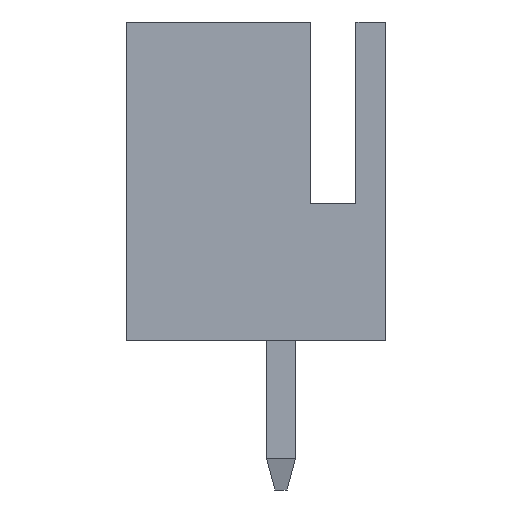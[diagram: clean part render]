
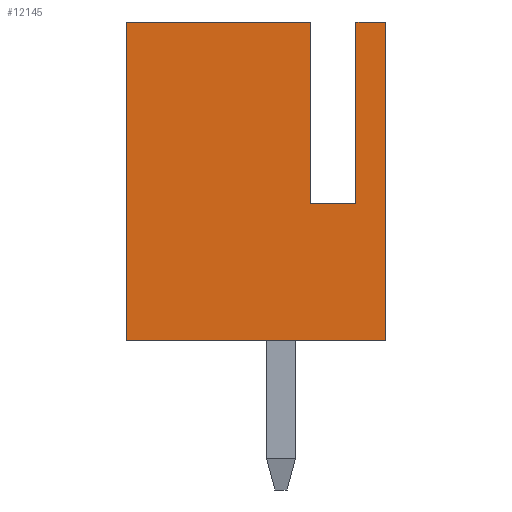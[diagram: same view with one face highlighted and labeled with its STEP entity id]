
A CAD part, left-side view. The second image highlights one B-rep face of the part: STEP entity #12145.
In plain terms, the highlighted planar face has unit normal (-1, 0, 0).
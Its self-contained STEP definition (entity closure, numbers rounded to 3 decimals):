
#375 = CARTESIAN_POINT ( 'NONE',  ( -26.3, 5.7, 0. ) ) ;
#1252 = VECTOR ( 'NONE', #1959, 1000. ) ;
#1768 = CARTESIAN_POINT ( 'NONE',  ( -26.3, 5.7, 7. ) ) ;
#1959 = DIRECTION ( 'NONE',  ( 0., 0., -1. ) ) ;
#2711 = EDGE_CURVE ( 'NONE', #4864, #5343, #3443, .T. ) ;
#3443 = LINE ( 'NONE', #10281, #1252 ) ;
#3652 = CARTESIAN_POINT ( 'NONE',  ( -26.3, 0., 0. ) ) ;
#4452 = DIRECTION ( 'NONE',  ( 0., 0., -1. ) ) ;
#4838 = VERTEX_POINT ( 'NONE', #14128 ) ;
#4864 = VERTEX_POINT ( 'NONE', #14021 ) ;
#5128 = DIRECTION ( 'NONE',  ( 0., 0., -1. ) ) ;
#5271 = VECTOR ( 'NONE', #18250, 1000. ) ;
#5343 = VERTEX_POINT ( 'NONE', #12368 ) ;
#5588 = DIRECTION ( 'NONE',  ( 1., 0., 0. ) ) ;
#5800 = DIRECTION ( 'NONE',  ( 0., -1., 0. ) ) ;
#5908 = LINE ( 'NONE', #14344, #16537 ) ;
#5953 = LINE ( 'NONE', #19863, #21768 ) ;
#6009 = LINE ( 'NONE', #6125, #19279 ) ;
#6125 = CARTESIAN_POINT ( 'NONE',  ( -26.3, 5.7, 3. ) ) ;
#6254 = PLANE ( 'NONE',  #7586 ) ;
#6256 = EDGE_CURVE ( 'NONE', #4838, #18811, #6569, .T. ) ;
#6569 = LINE ( 'NONE', #21831, #5271 ) ;
#6600 = DIRECTION ( 'NONE',  ( 0., -1., 0. ) ) ;
#7586 = AXIS2_PLACEMENT_3D ( 'NONE', #20056, #5588, #4452 ) ;
#7887 = CARTESIAN_POINT ( 'NONE',  ( -26.3, 0., 7. ) ) ;
#7928 = ORIENTED_EDGE ( 'NONE', *, *, #16307, .F. ) ;
#8033 = DIRECTION ( 'NONE',  ( 0., 1., 0. ) ) ;
#8449 = VERTEX_POINT ( 'NONE', #1768 ) ;
#8466 = EDGE_CURVE ( 'NONE', #8449, #19885, #22076, .T. ) ;
#8915 = LINE ( 'NONE', #15752, #10805 ) ;
#9202 = ORIENTED_EDGE ( 'NONE', *, *, #8466, .T. ) ;
#9808 = EDGE_CURVE ( 'NONE', #18764, #16317, #8915, .T. ) ;
#10281 = CARTESIAN_POINT ( 'NONE',  ( -26.3, 1.65, 7. ) ) ;
#10410 = CARTESIAN_POINT ( 'NONE',  ( -26.3, 5.7, 7. ) ) ;
#10698 = DIRECTION ( 'NONE',  ( 0., 0., -1. ) ) ;
#10805 = VECTOR ( 'NONE', #10698, 1000. ) ;
#11457 = ORIENTED_EDGE ( 'NONE', *, *, #6256, .F. ) ;
#11594 = ORIENTED_EDGE ( 'NONE', *, *, #2711, .F. ) ;
#12145 = ADVANCED_FACE ( 'NONE', ( #16245 ), #6254, .F. ) ;
#12368 = CARTESIAN_POINT ( 'NONE',  ( -26.3, 1.65, 3. ) ) ;
#12414 = ORIENTED_EDGE ( 'NONE', *, *, #19282, .T. ) ;
#12969 = EDGE_CURVE ( 'NONE', #18811, #18764, #15124, .T. ) ;
#14021 = CARTESIAN_POINT ( 'NONE',  ( -26.3, 1.65, 7. ) ) ;
#14128 = CARTESIAN_POINT ( 'NONE',  ( -26.3, 0.65, 3. ) ) ;
#14344 = CARTESIAN_POINT ( 'NONE',  ( -26.3, 5.7, 7. ) ) ;
#15124 = LINE ( 'NONE', #21975, #15931 ) ;
#15700 = VECTOR ( 'NONE', #5128, 1000. ) ;
#15752 = CARTESIAN_POINT ( 'NONE',  ( -26.3, 0., 7. ) ) ;
#15931 = VECTOR ( 'NONE', #6600, 1000. ) ;
#16086 = CARTESIAN_POINT ( 'NONE',  ( -26.3, 0.65, 7. ) ) ;
#16245 = FACE_OUTER_BOUND ( 'NONE', #20874, .T. ) ;
#16307 = EDGE_CURVE ( 'NONE', #8449, #4864, #5908, .T. ) ;
#16317 = VERTEX_POINT ( 'NONE', #3652 ) ;
#16537 = VECTOR ( 'NONE', #5800, 1000. ) ;
#18120 = ORIENTED_EDGE ( 'NONE', *, *, #12969, .F. ) ;
#18250 = DIRECTION ( 'NONE',  ( 0., 0., 1. ) ) ;
#18764 = VERTEX_POINT ( 'NONE', #7887 ) ;
#18811 = VERTEX_POINT ( 'NONE', #16086 ) ;
#19279 = VECTOR ( 'NONE', #8033, 1000. ) ;
#19282 = EDGE_CURVE ( 'NONE', #4838, #5343, #6009, .T. ) ;
#19635 = DIRECTION ( 'NONE',  ( 0., -1., 0. ) ) ;
#19863 = CARTESIAN_POINT ( 'NONE',  ( -26.3, 5.7, 0. ) ) ;
#19885 = VERTEX_POINT ( 'NONE', #375 ) ;
#19988 = ORIENTED_EDGE ( 'NONE', *, *, #9808, .F. ) ;
#20056 = CARTESIAN_POINT ( 'NONE',  ( -26.3, 5.7, 7. ) ) ;
#20803 = EDGE_CURVE ( 'NONE', #19885, #16317, #5953, .T. ) ;
#20874 = EDGE_LOOP ( 'NONE', ( #11457, #12414, #11594, #7928, #9202, #22053, #19988, #18120 ) ) ;
#21768 = VECTOR ( 'NONE', #19635, 1000. ) ;
#21831 = CARTESIAN_POINT ( 'NONE',  ( -26.3, 0.65, 7. ) ) ;
#21975 = CARTESIAN_POINT ( 'NONE',  ( -26.3, 5.7, 7. ) ) ;
#22053 = ORIENTED_EDGE ( 'NONE', *, *, #20803, .T. ) ;
#22076 = LINE ( 'NONE', #10410, #15700 ) ;
